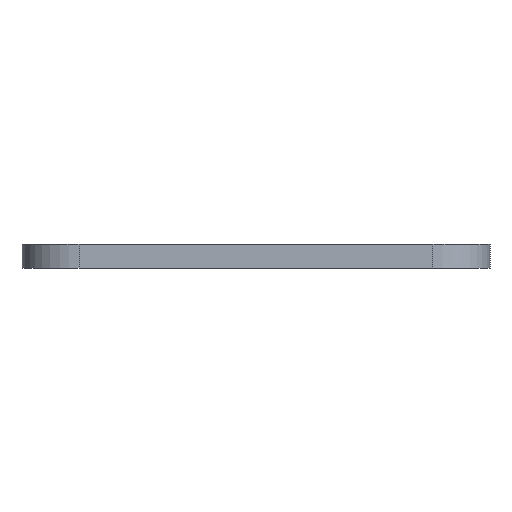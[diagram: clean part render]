
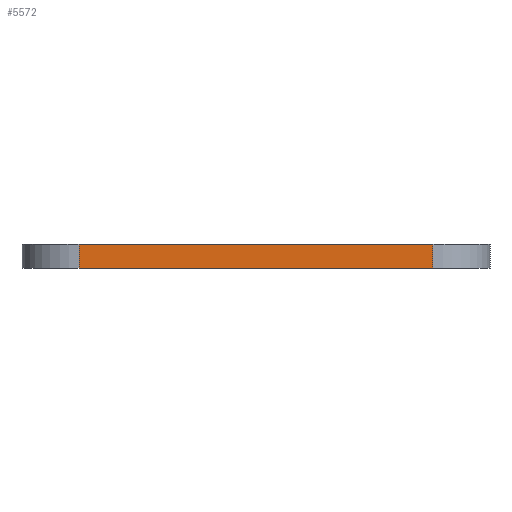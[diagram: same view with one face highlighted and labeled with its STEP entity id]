
A CAD part, left-side view. The second image highlights one B-rep face of the part: STEP entity #5572.
In plain terms, the highlighted planar face has unit normal (-1, 0, 0).
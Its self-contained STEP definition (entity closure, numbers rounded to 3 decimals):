
#83 = PLANE('',#84);
#84 = AXIS2_PLACEMENT_3D('',#85,#86,#87);
#85 = CARTESIAN_POINT('',(171.2,-65.4,1.6));
#86 = DIRECTION('',(0.,0.,1.));
#87 = DIRECTION('',(1.,0.,-0.));
#111 = CYLINDRICAL_SURFACE('',#112,3.8);
#112 = AXIS2_PLACEMENT_3D('',#113,#114,#115);
#113 = CARTESIAN_POINT('',(147.8,-53.6,0.));
#114 = DIRECTION('',(-0.,-0.,-1.));
#115 = DIRECTION('',(1.,0.,-0.));
#137 = PLANE('',#138);
#138 = AXIS2_PLACEMENT_3D('',#139,#140,#141);
#139 = CARTESIAN_POINT('',(171.2,-65.4,0.));
#140 = DIRECTION('',(0.,0.,1.));
#141 = DIRECTION('',(1.,0.,-0.));
#232 = VERTEX_POINT('',#233);
#233 = CARTESIAN_POINT('',(144.,-53.6,1.6));
#255 = EDGE_CURVE('',#256,#232,#258,.T.);
#256 = VERTEX_POINT('',#257);
#257 = CARTESIAN_POINT('',(144.,-53.6,0.));
#258 = SURFACE_CURVE('',#259,(#263,#270),.PCURVE_S1.);
#259 = LINE('',#260,#261);
#260 = CARTESIAN_POINT('',(144.,-53.6,0.));
#261 = VECTOR('',#262,1.);
#262 = DIRECTION('',(0.,0.,1.));
#263 = PCURVE('',#111,#264);
#264 = DEFINITIONAL_REPRESENTATION('',(#265),#269);
#265 = LINE('',#266,#267);
#266 = CARTESIAN_POINT('',(-3.142,0.));
#267 = VECTOR('',#268,1.);
#268 = DIRECTION('',(-0.,-1.));
#269 = ( GEOMETRIC_REPRESENTATION_CONTEXT(2) 
PARAMETRIC_REPRESENTATION_CONTEXT() REPRESENTATION_CONTEXT('2D SPACE',''
  ) );
#270 = PCURVE('',#271,#276);
#271 = PLANE('',#272);
#272 = AXIS2_PLACEMENT_3D('',#273,#274,#275);
#273 = CARTESIAN_POINT('',(144.,-53.6,0.));
#274 = DIRECTION('',(1.,0.,-0.));
#275 = DIRECTION('',(0.,-1.,0.));
#276 = DEFINITIONAL_REPRESENTATION('',(#277),#281);
#277 = LINE('',#278,#279);
#278 = CARTESIAN_POINT('',(0.,0.));
#279 = VECTOR('',#280,1.);
#280 = DIRECTION('',(0.,-1.));
#281 = ( GEOMETRIC_REPRESENTATION_CONTEXT(2) 
PARAMETRIC_REPRESENTATION_CONTEXT() REPRESENTATION_CONTEXT('2D SPACE',''
  ) );
#310 = EDGE_CURVE('',#256,#311,#313,.T.);
#311 = VERTEX_POINT('',#312);
#312 = CARTESIAN_POINT('',(144.,-77.2,0.));
#313 = SURFACE_CURVE('',#314,(#318,#325),.PCURVE_S1.);
#314 = LINE('',#315,#316);
#315 = CARTESIAN_POINT('',(144.,-53.6,0.));
#316 = VECTOR('',#317,1.);
#317 = DIRECTION('',(0.,-1.,0.));
#318 = PCURVE('',#137,#319);
#319 = DEFINITIONAL_REPRESENTATION('',(#320),#324);
#320 = LINE('',#321,#322);
#321 = CARTESIAN_POINT('',(-27.2,11.8));
#322 = VECTOR('',#323,1.);
#323 = DIRECTION('',(0.,-1.));
#324 = ( GEOMETRIC_REPRESENTATION_CONTEXT(2) 
PARAMETRIC_REPRESENTATION_CONTEXT() REPRESENTATION_CONTEXT('2D SPACE',''
  ) );
#325 = PCURVE('',#271,#326);
#326 = DEFINITIONAL_REPRESENTATION('',(#327),#331);
#327 = LINE('',#328,#329);
#328 = CARTESIAN_POINT('',(0.,0.));
#329 = VECTOR('',#330,1.);
#330 = DIRECTION('',(1.,0.));
#331 = ( GEOMETRIC_REPRESENTATION_CONTEXT(2) 
PARAMETRIC_REPRESENTATION_CONTEXT() REPRESENTATION_CONTEXT('2D SPACE',''
  ) );
#350 = CYLINDRICAL_SURFACE('',#351,3.8);
#351 = AXIS2_PLACEMENT_3D('',#352,#353,#354);
#352 = CARTESIAN_POINT('',(147.8,-77.2,0.));
#353 = DIRECTION('',(-0.,-0.,-1.));
#354 = DIRECTION('',(1.,0.,-0.));
#3158 = EDGE_CURVE('',#232,#3159,#3161,.T.);
#3159 = VERTEX_POINT('',#3160);
#3160 = CARTESIAN_POINT('',(144.,-77.2,1.6));
#3161 = SURFACE_CURVE('',#3162,(#3166,#3173),.PCURVE_S1.);
#3162 = LINE('',#3163,#3164);
#3163 = CARTESIAN_POINT('',(144.,-53.6,1.6));
#3164 = VECTOR('',#3165,1.);
#3165 = DIRECTION('',(0.,-1.,0.));
#3166 = PCURVE('',#83,#3167);
#3167 = DEFINITIONAL_REPRESENTATION('',(#3168),#3172);
#3168 = LINE('',#3169,#3170);
#3169 = CARTESIAN_POINT('',(-27.2,11.8));
#3170 = VECTOR('',#3171,1.);
#3171 = DIRECTION('',(0.,-1.));
#3172 = ( GEOMETRIC_REPRESENTATION_CONTEXT(2) 
PARAMETRIC_REPRESENTATION_CONTEXT() REPRESENTATION_CONTEXT('2D SPACE',''
  ) );
#3173 = PCURVE('',#271,#3174);
#3174 = DEFINITIONAL_REPRESENTATION('',(#3175),#3179);
#3175 = LINE('',#3176,#3177);
#3176 = CARTESIAN_POINT('',(0.,-1.6));
#3177 = VECTOR('',#3178,1.);
#3178 = DIRECTION('',(1.,0.));
#3179 = ( GEOMETRIC_REPRESENTATION_CONTEXT(2) 
PARAMETRIC_REPRESENTATION_CONTEXT() REPRESENTATION_CONTEXT('2D SPACE',''
  ) );
#5572 = ADVANCED_FACE('',(#5573),#271,.F.);
#5573 = FACE_BOUND('',#5574,.F.);
#5574 = EDGE_LOOP('',(#5575,#5576,#5577,#5598));
#5575 = ORIENTED_EDGE('',*,*,#255,.T.);
#5576 = ORIENTED_EDGE('',*,*,#3158,.T.);
#5577 = ORIENTED_EDGE('',*,*,#5578,.F.);
#5578 = EDGE_CURVE('',#311,#3159,#5579,.T.);
#5579 = SURFACE_CURVE('',#5580,(#5584,#5591),.PCURVE_S1.);
#5580 = LINE('',#5581,#5582);
#5581 = CARTESIAN_POINT('',(144.,-77.2,0.));
#5582 = VECTOR('',#5583,1.);
#5583 = DIRECTION('',(0.,0.,1.));
#5584 = PCURVE('',#271,#5585);
#5585 = DEFINITIONAL_REPRESENTATION('',(#5586),#5590);
#5586 = LINE('',#5587,#5588);
#5587 = CARTESIAN_POINT('',(23.6,0.));
#5588 = VECTOR('',#5589,1.);
#5589 = DIRECTION('',(0.,-1.));
#5590 = ( GEOMETRIC_REPRESENTATION_CONTEXT(2) 
PARAMETRIC_REPRESENTATION_CONTEXT() REPRESENTATION_CONTEXT('2D SPACE',''
  ) );
#5591 = PCURVE('',#350,#5592);
#5592 = DEFINITIONAL_REPRESENTATION('',(#5593),#5597);
#5593 = LINE('',#5594,#5595);
#5594 = CARTESIAN_POINT('',(-3.142,0.));
#5595 = VECTOR('',#5596,1.);
#5596 = DIRECTION('',(-0.,-1.));
#5597 = ( GEOMETRIC_REPRESENTATION_CONTEXT(2) 
PARAMETRIC_REPRESENTATION_CONTEXT() REPRESENTATION_CONTEXT('2D SPACE',''
  ) );
#5598 = ORIENTED_EDGE('',*,*,#310,.F.);
